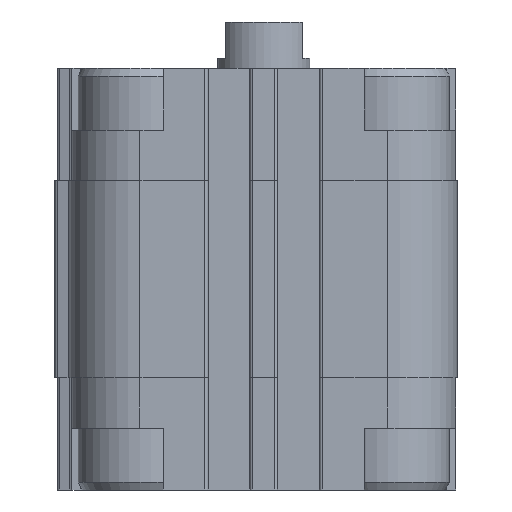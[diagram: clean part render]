
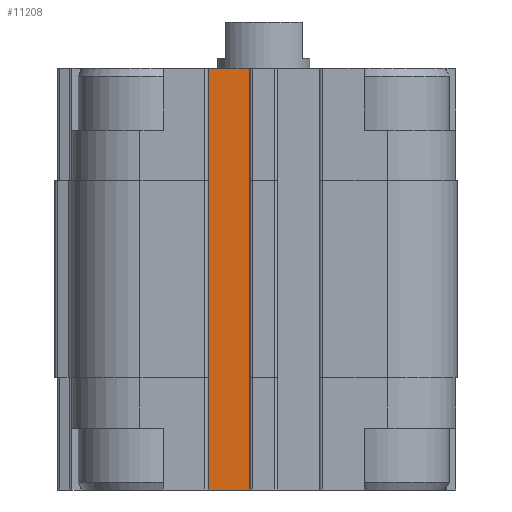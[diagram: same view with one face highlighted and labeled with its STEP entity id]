
A CAD part, left-side view. The second image highlights one B-rep face of the part: STEP entity #11208.
In plain terms, the highlighted face is planar.
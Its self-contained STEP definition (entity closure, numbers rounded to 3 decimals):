
#146=LINE('',#16891,#1200);
#303=LINE('',#17512,#1357);
#304=LINE('',#17514,#1358);
#305=LINE('',#17516,#1359);
#1200=VECTOR('',#13155,1000.);
#1357=VECTOR('',#13686,1000.);
#1358=VECTOR('',#13689,1000.);
#1359=VECTOR('',#13690,1000.);
#2210=PLANE('',#12080);
#3592=ORIENTED_EDGE('',*,*,#6546,.F.);
#3593=ORIENTED_EDGE('',*,*,#6847,.F.);
#3594=ORIENTED_EDGE('',*,*,#6848,.T.);
#3595=ORIENTED_EDGE('',*,*,#6849,.T.);
#6546=EDGE_CURVE('',#8196,#8197,#146,.T.);
#6847=EDGE_CURVE('',#8473,#8196,#303,.T.);
#6848=EDGE_CURVE('',#8473,#8474,#304,.T.);
#6849=EDGE_CURVE('',#8474,#8197,#305,.T.);
#8196=VERTEX_POINT('',#16890);
#8197=VERTEX_POINT('',#16892);
#8473=VERTEX_POINT('',#17511);
#8474=VERTEX_POINT('',#17515);
#9636=EDGE_LOOP('',(#3592,#3593,#3594,#3595));
#10410=FACE_BOUND('',#9636,.T.);
#11208=ADVANCED_FACE('',(#10410),#2210,.T.);
#12080=AXIS2_PLACEMENT_3D('',#17513,#13687,#13688);
#13155=DIRECTION('',(0.,1.,0.));
#13686=DIRECTION('',(0.,0.,1.));
#13687=DIRECTION('',(1.,0.,0.));
#13688=DIRECTION('',(0.,0.,-1.));
#13689=DIRECTION('',(0.,1.,0.));
#13690=DIRECTION('',(0.,0.,1.));
#16890=CARTESIAN_POINT('',(19.9,-7.5,0.));
#16891=CARTESIAN_POINT('',(19.9,-7.5,0.));
#16892=CARTESIAN_POINT('',(19.9,-1.5,0.));
#17511=CARTESIAN_POINT('',(19.9,-7.5,-54.5));
#17512=CARTESIAN_POINT('',(19.9,-7.5,-14.5));
#17513=CARTESIAN_POINT('',(19.9,-7.5,-14.5));
#17514=CARTESIAN_POINT('',(19.9,-7.5,-54.5));
#17515=CARTESIAN_POINT('',(19.9,-1.5,-54.5));
#17516=CARTESIAN_POINT('',(19.9,-1.5,-14.5));
